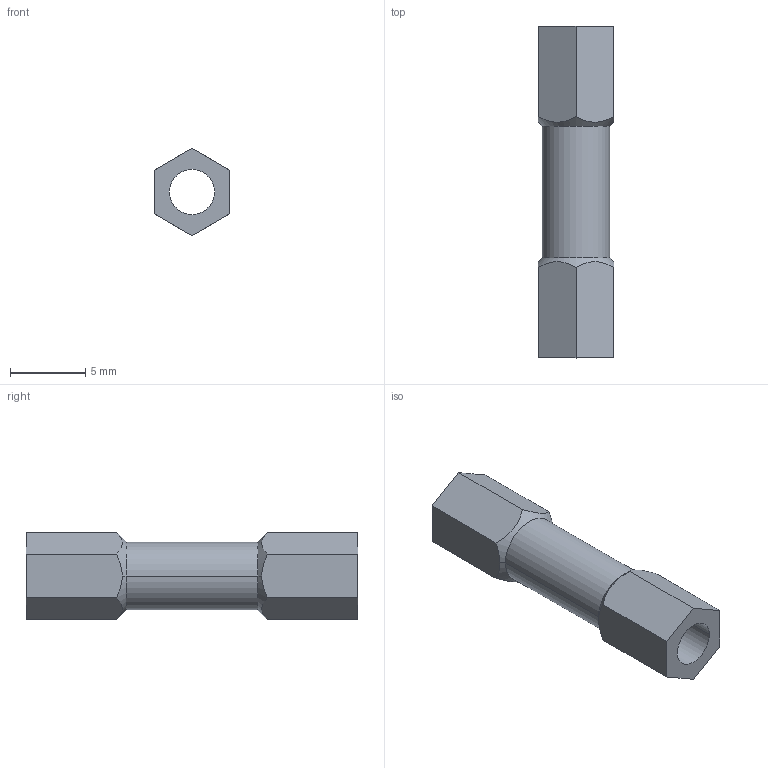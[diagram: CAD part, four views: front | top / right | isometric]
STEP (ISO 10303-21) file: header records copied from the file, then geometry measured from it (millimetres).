
FILE_DESCRIPTION (( 'STEP AP203' ), '1' );
FILE_NAME ('spacer 22mm silver.STEP', '2022-07-07T03:51:53', ( '' ), ( '' ), 'SwSTEP 2.0', 'SolidWorks 2020', '' );
FILE_SCHEMA (( 'CONFIG_CONTROL_DESIGN' ));
Length unit declared in the file: millimetre
Products named in the file (1): spacer 22mm silver
Bounding box: 5 x 22 x 5.77 mm (x, y, z)
Volume: 268.2 mm3; surface area: 592.7 mm2
Topology: 1 solids, 1 shells, 34 faces, 92 edges, 60 vertices
Faces by surface type: plane 26, cylinder 4, cone 4
Entity records: 1129 total; most frequent: CARTESIAN_POINT 219, ORIENTED_EDGE 184, DIRECTION 166, EDGE_CURVE 92, VERTEX_POINT 60, VECTOR 56, LINE 56, AXIS2_PLACEMENT_3D 55
